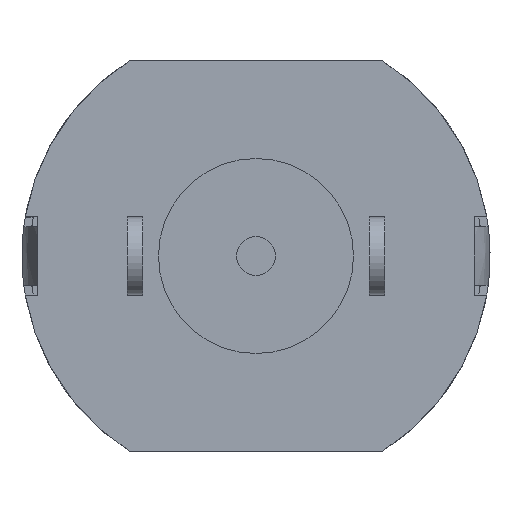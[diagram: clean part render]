
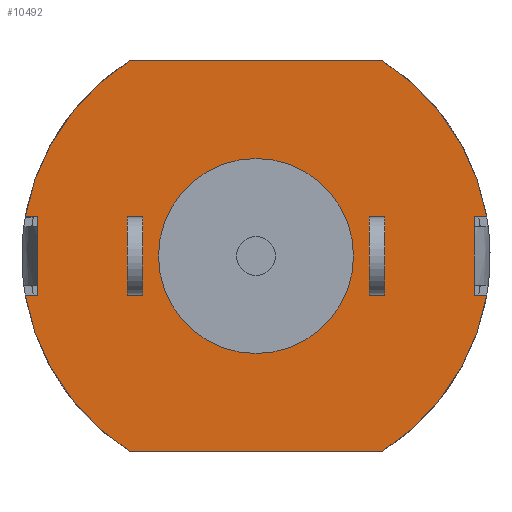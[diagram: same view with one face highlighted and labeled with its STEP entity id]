
A CAD part, front view. The second image highlights one B-rep face of the part: STEP entity #10492.
In plain terms, the highlighted planar face has unit normal (0, -1, 0).
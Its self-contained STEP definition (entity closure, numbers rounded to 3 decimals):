
#359=FACE_BOUND('',#1474,.T.);
#360=FACE_BOUND('',#1475,.T.);
#361=FACE_BOUND('',#1476,.T.);
#405=CIRCLE('',#11086,5.92);
#407=CIRCLE('',#11091,2.5);
#415=CIRCLE('',#11123,5.92);
#416=CIRCLE('',#11124,5.92);
#417=CIRCLE('',#11125,5.92);
#880=FACE_OUTER_BOUND('',#1473,.T.);
#1473=EDGE_LOOP('',(#7067,#7068,#7069,#7070,#7071,#7072,#7073,#7074,#7075,
#7076,#7077,#7078));
#1474=EDGE_LOOP('',(#7079));
#1475=EDGE_LOOP('',(#7080,#7081,#7082,#7083));
#1476=EDGE_LOOP('',(#7084,#7085,#7086,#7087));
#2074=LINE('',#15247,#3184);
#2076=LINE('',#15253,#3186);
#2084=LINE('',#15270,#3194);
#2088=LINE('',#15279,#3198);
#2093=LINE('',#15295,#3203);
#2097=LINE('',#15304,#3207);
#2107=LINE('',#15325,#3217);
#2108=LINE('',#15327,#3218);
#2116=LINE('',#15345,#3226);
#2123=LINE('',#15361,#3233);
#2153=LINE('',#15424,#3263);
#2183=LINE('',#15498,#3293);
#2186=LINE('',#15504,#3296);
#2187=LINE('',#15509,#3297);
#2188=LINE('',#15512,#3298);
#2189=LINE('',#15513,#3299);
#3184=VECTOR('',#12097,0.315);
#3186=VECTOR('',#12101,0.315);
#3194=VECTOR('',#12111,0.315);
#3198=VECTOR('',#12117,0.315);
#3203=VECTOR('',#12130,0.4);
#3207=VECTOR('',#12136,0.4);
#3217=VECTOR('',#12154,2.);
#3218=VECTOR('',#12157,2.);
#3226=VECTOR('',#12173,2.);
#3233=VECTOR('',#12182,2.);
#3263=VECTOR('',#12232,2.);
#3293=VECTOR('',#12306,0.4);
#3296=VECTOR('',#12311,6.5);
#3297=VECTOR('',#12316,6.5);
#3298=VECTOR('',#12319,0.4);
#3299=VECTOR('',#12320,2.);
#4290=VERTEX_POINT('',#15237);
#4294=VERTEX_POINT('',#15245);
#4295=VERTEX_POINT('',#15249);
#4297=VERTEX_POINT('',#15252);
#4304=VERTEX_POINT('',#15267);
#4305=VERTEX_POINT('',#15269);
#4307=VERTEX_POINT('',#15275);
#4309=VERTEX_POINT('',#15278);
#4315=VERTEX_POINT('',#15293);
#4316=VERTEX_POINT('',#15294);
#4319=VERTEX_POINT('',#15302);
#4320=VERTEX_POINT('',#15303);
#4329=VERTEX_POINT('',#15331);
#4340=VERTEX_POINT('',#15358);
#4341=VERTEX_POINT('',#15360);
#4342=VERTEX_POINT('',#15364);
#4386=VERTEX_POINT('',#15497);
#4388=VERTEX_POINT('',#15503);
#4389=VERTEX_POINT('',#15506);
#4390=VERTEX_POINT('',#15508);
#4391=VERTEX_POINT('',#15511);
#5316=EDGE_CURVE('',#4294,#4290,#2074,.T.);
#5318=EDGE_CURVE('',#4295,#4297,#2076,.T.);
#5326=EDGE_CURVE('',#4304,#4305,#2084,.T.);
#5330=EDGE_CURVE('',#4307,#4309,#2088,.T.);
#5337=EDGE_CURVE('',#4315,#4316,#2093,.T.);
#5341=EDGE_CURVE('',#4319,#4320,#2097,.T.);
#5352=EDGE_CURVE('',#4295,#4290,#2107,.T.);
#5353=EDGE_CURVE('',#4307,#4305,#2108,.T.);
#5356=EDGE_CURVE('',#4304,#4329,#405,.T.);
#5363=EDGE_CURVE('',#4315,#4320,#2116,.T.);
#5370=EDGE_CURVE('',#4341,#4340,#2123,.T.);
#5372=EDGE_CURVE('',#4342,#4342,#407,.T.);
#5401=EDGE_CURVE('',#4319,#4316,#2153,.T.);
#5438=EDGE_CURVE('',#4386,#4341,#2183,.T.);
#5441=EDGE_CURVE('',#4388,#4329,#2186,.T.);
#5442=EDGE_CURVE('',#4297,#4388,#415,.F.);
#5443=EDGE_CURVE('',#4389,#4294,#416,.F.);
#5444=EDGE_CURVE('',#4390,#4389,#2187,.T.);
#5445=EDGE_CURVE('',#4309,#4390,#417,.F.);
#5446=EDGE_CURVE('',#4391,#4340,#2188,.T.);
#5447=EDGE_CURVE('',#4386,#4391,#2189,.T.);
#7067=ORIENTED_EDGE('',*,*,#5441,.F.);
#7068=ORIENTED_EDGE('',*,*,#5442,.F.);
#7069=ORIENTED_EDGE('',*,*,#5318,.F.);
#7070=ORIENTED_EDGE('',*,*,#5352,.T.);
#7071=ORIENTED_EDGE('',*,*,#5316,.F.);
#7072=ORIENTED_EDGE('',*,*,#5443,.F.);
#7073=ORIENTED_EDGE('',*,*,#5444,.F.);
#7074=ORIENTED_EDGE('',*,*,#5445,.F.);
#7075=ORIENTED_EDGE('',*,*,#5330,.F.);
#7076=ORIENTED_EDGE('',*,*,#5353,.T.);
#7077=ORIENTED_EDGE('',*,*,#5326,.F.);
#7078=ORIENTED_EDGE('',*,*,#5356,.T.);
#7079=ORIENTED_EDGE('',*,*,#5372,.T.);
#7080=ORIENTED_EDGE('',*,*,#5438,.T.);
#7081=ORIENTED_EDGE('',*,*,#5370,.T.);
#7082=ORIENTED_EDGE('',*,*,#5446,.F.);
#7083=ORIENTED_EDGE('',*,*,#5447,.F.);
#7084=ORIENTED_EDGE('',*,*,#5341,.F.);
#7085=ORIENTED_EDGE('',*,*,#5401,.T.);
#7086=ORIENTED_EDGE('',*,*,#5337,.F.);
#7087=ORIENTED_EDGE('',*,*,#5363,.T.);
#10080=PLANE('',#11122);
#10492=ADVANCED_FACE('',(#880,#359,#360,#361),#10080,.T.);
#11086=AXIS2_PLACEMENT_3D('',#15333,#12162,#12163);
#11091=AXIS2_PLACEMENT_3D('',#15365,#12186,#12187);
#11122=AXIS2_PLACEMENT_3D('',#15502,#12309,#12310);
#11123=AXIS2_PLACEMENT_3D('',#15505,#12312,#12313);
#11124=AXIS2_PLACEMENT_3D('',#15507,#12314,#12315);
#11125=AXIS2_PLACEMENT_3D('',#15510,#12317,#12318);
#12097=DIRECTION('',(-1.,0.,0.));
#12101=DIRECTION('',(1.,0.,0.));
#12111=DIRECTION('',(1.,0.,0.));
#12117=DIRECTION('',(-1.,0.,0.));
#12130=DIRECTION('',(-1.,0.,0.));
#12136=DIRECTION('',(1.,0.,0.));
#12154=DIRECTION('',(0.,0.,1.));
#12157=DIRECTION('',(0.,0.,-1.));
#12162=DIRECTION('center_axis',(0.,-1.,0.));
#12163=DIRECTION('ref_axis',(0.,0.,-1.));
#12173=DIRECTION('',(0.,0.,-1.));
#12182=DIRECTION('',(0.,0.,1.));
#12186=DIRECTION('center_axis',(0.,1.,0.));
#12187=DIRECTION('ref_axis',(0.,0.,1.));
#12232=DIRECTION('',(0.,0.,1.));
#12306=DIRECTION('',(-1.,0.,0.));
#12309=DIRECTION('center_axis',(0.,-1.,0.));
#12310=DIRECTION('ref_axis',(0.,0.,-1.));
#12311=DIRECTION('',(-1.,0.,0.));
#12312=DIRECTION('center_axis',(0.,-1.,0.));
#12313=DIRECTION('ref_axis',(0.,0.,-1.));
#12314=DIRECTION('center_axis',(0.,-1.,0.));
#12315=DIRECTION('ref_axis',(0.,0.,-1.));
#12316=DIRECTION('',(1.,0.,0.));
#12317=DIRECTION('center_axis',(0.,-1.,0.));
#12318=DIRECTION('ref_axis',(0.,0.,-1.));
#12319=DIRECTION('',(-1.,0.,0.));
#12320=DIRECTION('',(0.,0.,1.));
#15237=CARTESIAN_POINT('',(5.6,0.,1.));
#15245=CARTESIAN_POINT('',(5.915,0.,1.));
#15247=CARTESIAN_POINT('',(5.915,0.,1.));
#15249=CARTESIAN_POINT('',(5.6,0.,-1.));
#15252=CARTESIAN_POINT('',(5.915,0.,-1.));
#15253=CARTESIAN_POINT('',(5.6,0.,-1.));
#15267=CARTESIAN_POINT('',(-5.915,0.,-1.));
#15269=CARTESIAN_POINT('',(-5.6,0.,-1.));
#15270=CARTESIAN_POINT('',(-5.915,0.,-1.));
#15275=CARTESIAN_POINT('',(-5.6,0.,1.));
#15278=CARTESIAN_POINT('',(-5.915,0.,1.));
#15279=CARTESIAN_POINT('',(-5.6,0.,1.));
#15293=CARTESIAN_POINT('',(-2.9,0.,1.));
#15294=CARTESIAN_POINT('',(-3.3,0.,1.));
#15295=CARTESIAN_POINT('',(-2.9,0.,1.));
#15302=CARTESIAN_POINT('',(-3.3,0.,-1.));
#15303=CARTESIAN_POINT('',(-2.9,0.,-1.));
#15304=CARTESIAN_POINT('',(-3.3,0.,-1.));
#15325=CARTESIAN_POINT('',(5.6,0.,-1.));
#15327=CARTESIAN_POINT('',(-5.6,0.,1.));
#15331=CARTESIAN_POINT('',(-3.25,0.,-5.));
#15333=CARTESIAN_POINT('Origin',(-0.08,0.,0.));
#15345=CARTESIAN_POINT('',(-2.9,0.,1.));
#15358=CARTESIAN_POINT('',(2.9,0.,1.));
#15360=CARTESIAN_POINT('',(2.9,0.,-1.));
#15361=CARTESIAN_POINT('',(2.9,0.,-1.));
#15364=CARTESIAN_POINT('',(0.,0.,-2.5));
#15365=CARTESIAN_POINT('Origin',(0.,0.,0.));
#15424=CARTESIAN_POINT('',(-3.3,0.,-1.));
#15497=CARTESIAN_POINT('',(3.3,0.,-1.));
#15498=CARTESIAN_POINT('',(3.3,0.,-1.));
#15502=CARTESIAN_POINT('Origin',(-5.925,0.,5.01));
#15503=CARTESIAN_POINT('',(3.25,0.,-5.));
#15504=CARTESIAN_POINT('',(3.25,0.,-5.));
#15505=CARTESIAN_POINT('Origin',(0.08,0.,0.));
#15506=CARTESIAN_POINT('',(3.25,0.,5.));
#15507=CARTESIAN_POINT('Origin',(0.08,0.,0.));
#15508=CARTESIAN_POINT('',(-3.25,0.,5.));
#15509=CARTESIAN_POINT('',(-3.25,0.,5.));
#15510=CARTESIAN_POINT('Origin',(-0.08,0.,0.));
#15511=CARTESIAN_POINT('',(3.3,0.,1.));
#15512=CARTESIAN_POINT('',(3.3,0.,1.));
#15513=CARTESIAN_POINT('',(3.3,0.,-1.));
